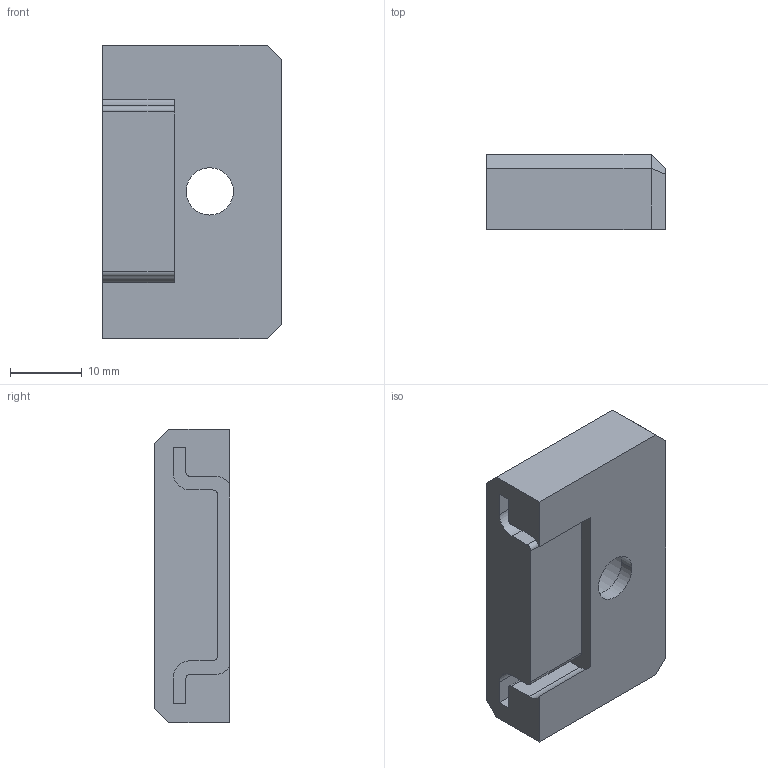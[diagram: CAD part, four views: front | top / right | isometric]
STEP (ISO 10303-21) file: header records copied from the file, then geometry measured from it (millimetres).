
FILE_DESCRIPTION((''),'2;1');
FILE_NAME('DIN_RAIL-HOLDER','2022-03-10T12:27:31',('Dinu'),(''),'CREO PARAMETRIC BY PTC INC, 2021164','CREO PARAMETRIC BY PTC INC, 2021164','');
FILE_SCHEMA(('CONFIG_CONTROL_DESIGN'));
Length unit declared in the file: millimetre
Products named in the file (1): DIN_RAIL-HOLDER
Bounding box: 24.95 x 10.5 x 41 mm (x, y, z)
Volume: 8892.8 mm3; surface area: 3982.4 mm2
Topology: 1 solids, 1 shells, 38 faces, 101 edges, 66 vertices
Faces by surface type: plane 26, cylinder 12
Entity records: 1219 total; most frequent: CARTESIAN_POINT 205, ORIENTED_EDGE 202, DIRECTION 201, EDGE_CURVE 101, VECTOR 77, LINE 77, VERTEX_POINT 66, AXIS2_PLACEMENT_3D 62
